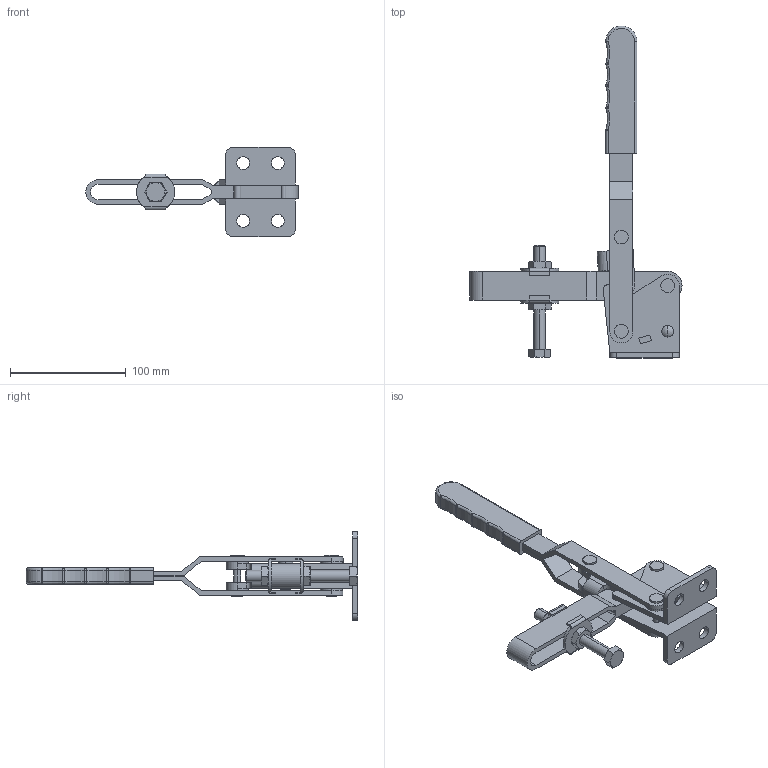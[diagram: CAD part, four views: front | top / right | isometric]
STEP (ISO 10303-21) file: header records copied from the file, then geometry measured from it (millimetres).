
FILE_DESCRIPTION (( 'STEP AP214' ), '1' );
FILE_NAME ('GH-14412(Â²¤Æ).STEP', '2020-05-22T00:19:51', ( 'LinWei' ), ( '' ), 'SwSTEP 2.0', 'SolidWorks 2016', '' );
FILE_SCHEMA (( 'AUTOMOTIVE_DESIGN' ));
Length unit declared in the file: millimetre
Products named in the file (6): 11441208-1^GH-14412(簡化); Group5^GH-14412(簡化); Group4^GH-14412(簡化); Group2^GH-14412(簡化); Group1^GH-14412(簡化); GH-14412(簡化)
Assembly tree (5 placements, depth 2):
  GH-14412(簡化)
    Group1^GH-14412(簡化)
    Group2^GH-14412(簡化)
    Group4^GH-14412(簡化)
    Group5^GH-14412(簡化)
    11441208-1^GH-14412(簡化)
Bounding box: 183.5 x 287 x 77 mm (x, y, z)
Volume: 189685.6 mm3; surface area: 86299.4 mm2
Topology: 5 solids, 5 shells, 308 faces, 745 edges, 471 vertices
Faces by surface type: plane 139, cylinder 113, cone 32, torus 22, sphere 2
Entity records: 10567 total; most frequent: CARTESIAN_POINT 1900, DIRECTION 1615, ORIENTED_EDGE 1490, EDGE_CURVE 745, AXIS2_PLACEMENT_3D 622, VERTEX_POINT 471, LINE 371, VECTOR 371
